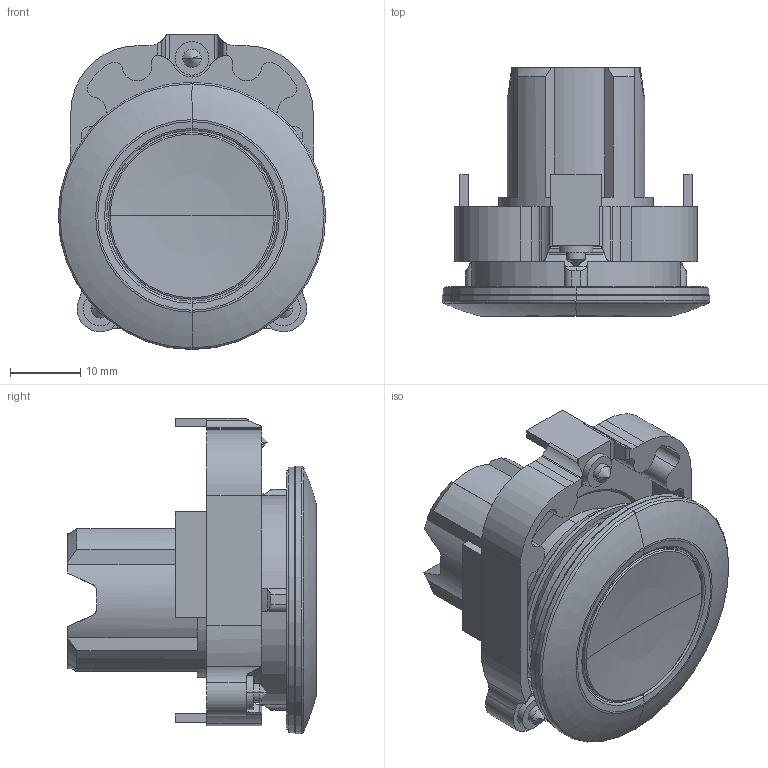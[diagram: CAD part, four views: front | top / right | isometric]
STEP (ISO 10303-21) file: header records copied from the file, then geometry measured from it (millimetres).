
FILE_DESCRIPTION(('no description'),'unknown implementation level');
FILE_NAME('3014_3SU1061-0JB50-0AA0_3D_v.stp',' ',('SIEMENS A&D'),('CADClick - KiM GmbH - www.kimweb.de'),'unknown preprocess','ACIS','unknown authorization');
FILE_SCHEMA(('automotive_design'));
Length unit declared in the file: millimetre
Products named in the file (2): 0
Bounding box: 38 x 35.3 x 44.8 mm (x, y, z)
Volume: 16789.4 mm3; surface area: 12488.5 mm2
Topology: 2 solids, 4 shells, 453 faces, 1246 edges, 811 vertices
Faces by surface type: cylinder 184, plane 164, cone 66, torus 31, sphere 8
Entity records: 30669 total; most frequent: CARTESIAN_POINT 5192, STYLED_ITEM 2502, PRESENTATION_STYLE_ASSIGNMENT 2502, COLOUR_RGB 2502, DIRECTION 2476, ORIENTED_EDGE 2472, EDGE_CURVE 1236, CURVE_STYLE 1236
